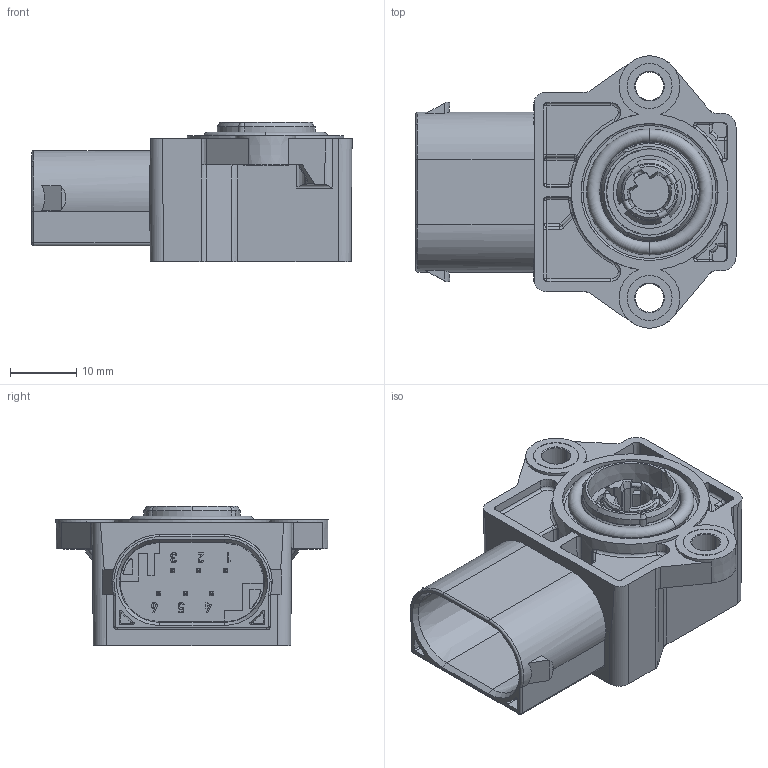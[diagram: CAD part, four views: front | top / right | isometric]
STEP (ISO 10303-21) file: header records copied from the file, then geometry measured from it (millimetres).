
FILE_DESCRIPTION (( 'STEP AP214' ), '1' );
FILE_NAME ('047200_RSC32~00_Huelle.STEP', '2012-11-21T08:43:07', ( 'dummy' ), ( '' ), 'SwSTEP 2.0', 'SolidWorks 2011', '' );
FILE_SCHEMA (( 'AUTOMOTIVE_DESIGN' ));
Length unit declared in the file: millimetre
Products named in the file (1): 047200_RSC32~00_Huelle
Bounding box: 48.38 x 41.16 x 21.1 mm (x, y, z)
Volume: 15791 mm3; surface area: 11681.2 mm2
Topology: 5 solids, 5 shells, 750 faces, 1892 edges, 1183 vertices
Faces by surface type: plane 292, cone 149, cylinder 127, bspline 92, torus 90
Entity records: 33296 total; most frequent: CARTESIAN_POINT 7867, ORIENTED_EDGE 3776, DIRECTION 3307, EDGE_CURVE 1888, AXIS2_PLACEMENT_3D 1211, VERTEX_POINT 1183, VECTOR 885, LINE 885
